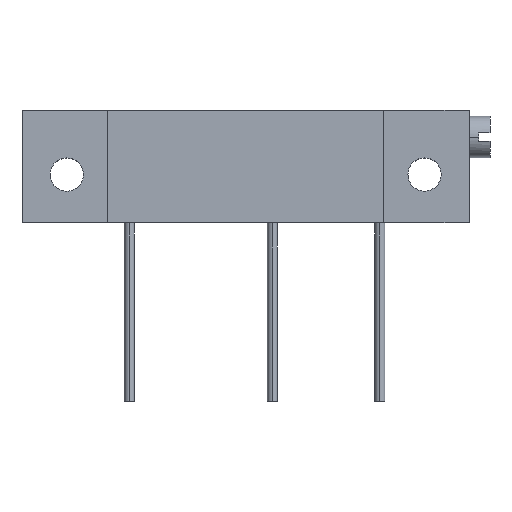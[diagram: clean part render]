
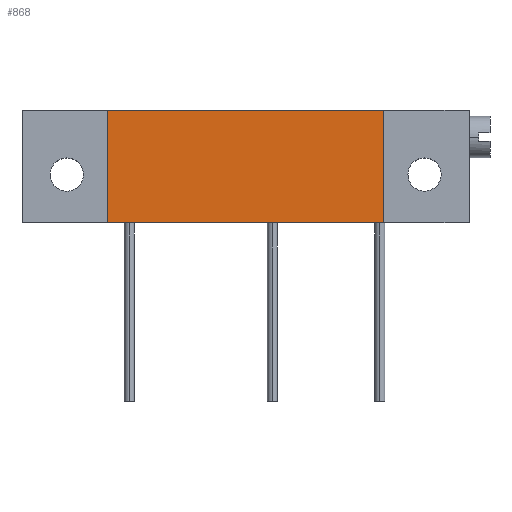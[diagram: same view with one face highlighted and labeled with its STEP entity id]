
A CAD part, top view. The second image highlights one B-rep face of the part: STEP entity #868.
In plain terms, the highlighted planar face has unit normal (0, 0, 1).
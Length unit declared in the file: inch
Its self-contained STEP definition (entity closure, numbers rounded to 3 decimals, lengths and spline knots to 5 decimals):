
#137=DIRECTION('',(1.,0.,0.));
#138=VECTOR('',#137,0.77);
#139=CARTESIAN_POINT('',(-0.385,0.18,0.0925));
#140=LINE('',#139,#138);
#203=DIRECTION('',(1.,0.,0.));
#204=VECTOR('',#203,0.77);
#205=CARTESIAN_POINT('',(-0.385,-0.135,0.0925));
#206=LINE('',#205,#204);
#273=DIRECTION('',(0.,-1.,0.));
#274=VECTOR('',#273,0.315);
#275=CARTESIAN_POINT('',(-0.385,0.18,0.0925));
#276=LINE('',#275,#274);
#277=DIRECTION('',(0.,1.,0.));
#278=VECTOR('',#277,0.315);
#279=CARTESIAN_POINT('',(0.385,-0.135,0.0925));
#280=LINE('',#279,#278);
#453=CARTESIAN_POINT('',(-0.385,-0.135,0.0925));
#454=CARTESIAN_POINT('',(0.385,-0.135,0.0925));
#455=VERTEX_POINT('',#453);
#456=VERTEX_POINT('',#454);
#457=CARTESIAN_POINT('',(-0.385,0.18,0.0925));
#458=CARTESIAN_POINT('',(0.385,0.18,0.0925));
#459=VERTEX_POINT('',#457);
#460=VERTEX_POINT('',#458);
#856=CARTESIAN_POINT('',(0.,0.,0.0925));
#857=DIRECTION('',(0.,0.,1.));
#858=DIRECTION('',(1.,0.,0.));
#859=AXIS2_PLACEMENT_3D('',#856,#857,#858);
#860=PLANE('',#859);
#861=ORIENTED_EDGE('',*,*,#699,.F.);
#862=ORIENTED_EDGE('',*,*,#625,.F.);
#863=ORIENTED_EDGE('',*,*,#647,.T.);
#865=ORIENTED_EDGE('',*,*,#864,.F.);
#866=EDGE_LOOP('',(#861,#862,#863,#865));
#867=FACE_OUTER_BOUND('',#866,.F.);
#868=ADVANCED_FACE('',(#867),#860,.T.);
#625=EDGE_CURVE('',#459,#455,#276,.T.);
#647=EDGE_CURVE('',#459,#460,#140,.T.);
#699=EDGE_CURVE('',#455,#456,#206,.T.);
#864=EDGE_CURVE('',#456,#460,#280,.T.);
